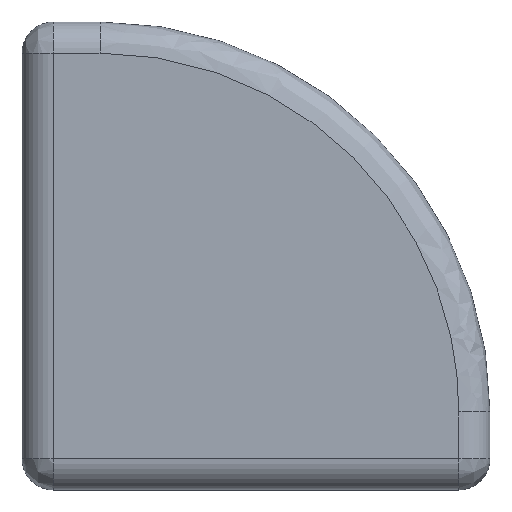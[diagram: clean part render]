
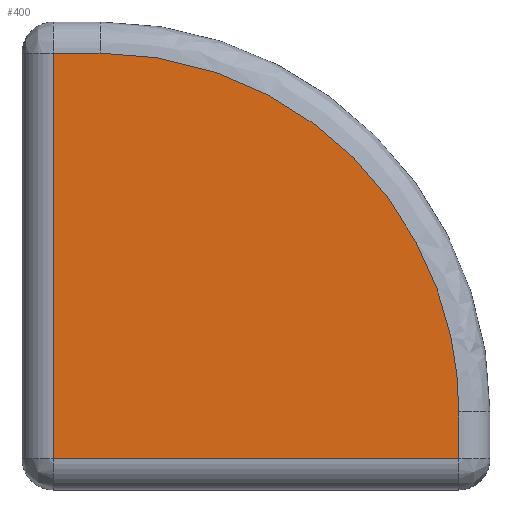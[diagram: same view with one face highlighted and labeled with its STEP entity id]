
A CAD part, top view. The second image highlights one B-rep face of the part: STEP entity #400.
In plain terms, the highlighted planar face has unit normal (0, 0, 1).
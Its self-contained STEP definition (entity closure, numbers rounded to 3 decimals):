
#19 =( BOUNDED_CURVE ( )  B_SPLINE_CURVE ( 3, ( #1075, #951, #1309, #120 ),
 .UNSPECIFIED., .F., .T. ) 
 B_SPLINE_CURVE_WITH_KNOTS ( ( 4, 4 ),
 ( 0., 1. ),
 .UNSPECIFIED. ) 
 CURVE ( )  GEOMETRIC_REPRESENTATION_ITEM ( )  RATIONAL_B_SPLINE_CURVE ( ( 1., 0.805, 0.805, 1. ) ) 
 REPRESENTATION_ITEM ( '' )  );
#57 = AXIS2_PLACEMENT_3D ( 'NONE', #133, #717, #1294 ) ;
#64 = DIRECTION ( 'NONE',  ( 1., 0., 0. ) ) ;
#75 = CARTESIAN_POINT ( 'NONE',  ( -15., -19.5, 4. ) ) ;
#120 = CARTESIAN_POINT ( 'NONE',  ( 19.5, -15., 4. ) ) ;
#133 = CARTESIAN_POINT ( 'NONE',  ( -15., -15., 4. ) ) ;
#207 = EDGE_CURVE ( 'NONE', #266, #504, #744, .T. ) ;
#226 = EDGE_CURVE ( 'NONE', #1193, #266, #380, .T. ) ;
#232 = VECTOR ( 'NONE', #793, 1000. ) ;
#266 = VERTEX_POINT ( 'NONE', #342 ) ;
#330 = CARTESIAN_POINT ( 'NONE',  ( 19.5, -15., 4. ) ) ;
#340 = EDGE_CURVE ( 'NONE', #1242, #1178, #19, .T. ) ;
#342 = CARTESIAN_POINT ( 'NONE',  ( -19.5, -19.5, 4. ) ) ;
#358 = LINE ( 'NONE', #1127, #741 ) ;
#380 = LINE ( 'NONE', #75, #232 ) ;
#400 = ADVANCED_FACE ( 'NONE', ( #599 ), #815, .F. ) ;
#411 = EDGE_LOOP ( 'NONE', ( #751, #1030, #574, #1122, #1279 ) ) ;
#437 = DIRECTION ( 'NONE',  ( 0., 1., 0. ) ) ;
#503 = EDGE_CURVE ( 'NONE', #504, #1242, #621, .T. ) ;
#504 = VERTEX_POINT ( 'NONE', #762 ) ;
#574 = ORIENTED_EDGE ( 'NONE', *, *, #503, .F. ) ;
#599 = FACE_OUTER_BOUND ( 'NONE', #411, .T. ) ;
#621 = LINE ( 'NONE', #1470, #1117 ) ;
#717 = DIRECTION ( 'NONE',  ( 0., 0., -1. ) ) ;
#741 = VECTOR ( 'NONE', #892, 1000. ) ;
#744 = LINE ( 'NONE', #901, #1499 ) ;
#751 = ORIENTED_EDGE ( 'NONE', *, *, #1314, .F. ) ;
#762 = CARTESIAN_POINT ( 'NONE',  ( -19.5, 19.5, 4. ) ) ;
#793 = DIRECTION ( 'NONE',  ( -1., 0., 0. ) ) ;
#815 = PLANE ( 'NONE',  #57 ) ;
#892 = DIRECTION ( 'NONE',  ( 0., -1., 0. ) ) ;
#901 = CARTESIAN_POINT ( 'NONE',  ( -19.5, -15., 4. ) ) ;
#951 = CARTESIAN_POINT ( 'NONE',  ( 5.21, 19.5, 4. ) ) ;
#983 = CARTESIAN_POINT ( 'NONE',  ( -15., 19.5, 4. ) ) ;
#1030 = ORIENTED_EDGE ( 'NONE', *, *, #340, .F. ) ;
#1075 = CARTESIAN_POINT ( 'NONE',  ( -15., 19.5, 4. ) ) ;
#1117 = VECTOR ( 'NONE', #64, 1000. ) ;
#1122 = ORIENTED_EDGE ( 'NONE', *, *, #207, .F. ) ;
#1127 = CARTESIAN_POINT ( 'NONE',  ( 19.5, -15., 4. ) ) ;
#1178 = VERTEX_POINT ( 'NONE', #330 ) ;
#1193 = VERTEX_POINT ( 'NONE', #1402 ) ;
#1242 = VERTEX_POINT ( 'NONE', #983 ) ;
#1279 = ORIENTED_EDGE ( 'NONE', *, *, #226, .F. ) ;
#1294 = DIRECTION ( 'NONE',  ( 0., 1., 0. ) ) ;
#1309 = CARTESIAN_POINT ( 'NONE',  ( 19.5, 5.21, 4. ) ) ;
#1314 = EDGE_CURVE ( 'NONE', #1178, #1193, #358, .T. ) ;
#1402 = CARTESIAN_POINT ( 'NONE',  ( 19.5, -19.5, 4. ) ) ;
#1470 = CARTESIAN_POINT ( 'NONE',  ( -15., 19.5, 4. ) ) ;
#1499 = VECTOR ( 'NONE', #437, 1000. ) ;
